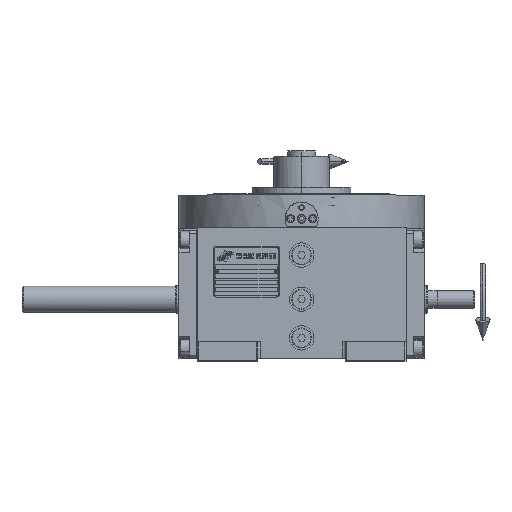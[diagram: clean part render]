
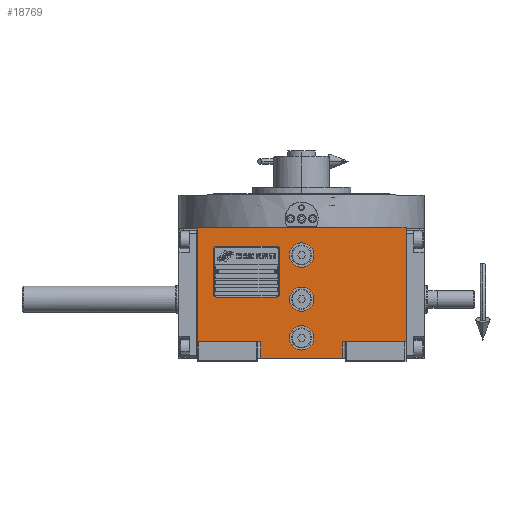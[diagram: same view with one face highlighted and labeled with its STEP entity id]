
A CAD part, top view. The second image highlights one B-rep face of the part: STEP entity #18769.
In plain terms, the highlighted planar face has unit normal (0, 0, 1).
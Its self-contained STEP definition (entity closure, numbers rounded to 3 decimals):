
#41 = EDGE_CURVE ( 'NONE', #52966, #26458, #15603, .T. ) ;
#1309 = EDGE_CURVE ( 'NONE', #57205, #42665, #21649, .T. ) ;
#3275 = DIRECTION ( 'NONE',  ( 0., 1., 0. ) ) ;
#3431 = VERTEX_POINT ( 'NONE', #40726 ) ;
#3479 = ORIENTED_EDGE ( 'NONE', *, *, #25401, .F. ) ;
#4618 = DIRECTION ( 'NONE',  ( 0., 0., 1. ) ) ;
#4863 = CARTESIAN_POINT ( 'NONE',  ( -37., -53.5, 163.5 ) ) ;
#4872 = DIRECTION ( 'NONE',  ( 1., 0., 0. ) ) ;
#5013 = CARTESIAN_POINT ( 'NONE',  ( 37., -53.5, 163.5 ) ) ;
#5258 = AXIS2_PLACEMENT_3D ( 'NONE', #49643, #55689, #17481 ) ;
#6422 = CARTESIAN_POINT ( 'NONE',  ( -11., -35., 163.5 ) ) ;
#8448 = EDGE_CURVE ( 'NONE', #41476, #26041, #30308, .T. ) ;
#8677 = CIRCLE ( 'NONE', #5258, 11. ) ;
#8955 = EDGE_LOOP ( 'NONE', ( #27210, #64766, #61774, #40992, #66280, #3479, #22068, #12103 ) ) ;
#9426 = DIRECTION ( 'NONE',  ( 1., 0., 0. ) ) ;
#9871 = LINE ( 'NONE', #48847, #49838 ) ;
#10178 = CARTESIAN_POINT ( 'NONE',  ( -94.5, -38.5, 163.5 ) ) ;
#10719 = EDGE_CURVE ( 'NONE', #21176, #47028, #8677, .T. ) ;
#10757 = ORIENTED_EDGE ( 'NONE', *, *, #19286, .F. ) ;
#11151 = LINE ( 'NONE', #58653, #40160 ) ;
#11155 = CARTESIAN_POINT ( 'NONE',  ( -94.5, -53.5, 163.5 ) ) ;
#11263 = CARTESIAN_POINT ( 'NONE',  ( 0., -35., 163.5 ) ) ;
#12103 = ORIENTED_EDGE ( 'NONE', *, *, #41, .F. ) ;
#12846 = LINE ( 'NONE', #22486, #34458 ) ;
#14116 = EDGE_CURVE ( 'NONE', #55665, #3431, #34287, .T. ) ;
#14914 = DIRECTION ( 'NONE',  ( 1., 0., 0. ) ) ;
#15108 = AXIS2_PLACEMENT_3D ( 'NONE', #38203, #4618, #59982 ) ;
#15603 = LINE ( 'NONE', #4863, #21298 ) ;
#17481 = DIRECTION ( 'NONE',  ( 1., 0., 0. ) ) ;
#18185 = DIRECTION ( 'NONE',  ( 1., 0., 0. ) ) ;
#18309 = AXIS2_PLACEMENT_3D ( 'NONE', #11263, #44116, #48775 ) ;
#18769 = ADVANCED_FACE ( 'NONE', ( #25814, #31878, #47614, #69354 ), #37945, .T. ) ;
#19286 = EDGE_CURVE ( 'NONE', #47028, #21176, #36761, .T. ) ;
#19725 = CARTESIAN_POINT ( 'NONE',  ( 11., 0., 163.5 ) ) ;
#20455 = CARTESIAN_POINT ( 'NONE',  ( -37., -53.5, 163.5 ) ) ;
#21176 = VERTEX_POINT ( 'NONE', #63754 ) ;
#21298 = VECTOR ( 'NONE', #26677, 1000. ) ;
#21649 = LINE ( 'NONE', #43101, #37610 ) ;
#21916 = EDGE_LOOP ( 'NONE', ( #32238, #68830 ) ) ;
#22068 = ORIENTED_EDGE ( 'NONE', *, *, #58929, .T. ) ;
#22285 = EDGE_CURVE ( 'NONE', #3431, #55665, #40556, .T. ) ;
#22486 = CARTESIAN_POINT ( 'NONE',  ( -37., -53.5, 163.5 ) ) ;
#22564 = EDGE_CURVE ( 'NONE', #26041, #41476, #46241, .T. ) ;
#22566 = DIRECTION ( 'NONE',  ( 1., 0., 0. ) ) ;
#23808 = CARTESIAN_POINT ( 'NONE',  ( 94.5, -38.5, 163.5 ) ) ;
#24060 = CARTESIAN_POINT ( 'NONE',  ( 0., 0., 163.5 ) ) ;
#24728 = LINE ( 'NONE', #69337, #30461 ) ;
#25372 = ORIENTED_EDGE ( 'NONE', *, *, #10719, .F. ) ;
#25401 = EDGE_CURVE ( 'NONE', #51368, #57205, #28812, .T. ) ;
#25727 = AXIS2_PLACEMENT_3D ( 'NONE', #58821, #31336, #27400 ) ;
#25814 = FACE_BOUND ( 'NONE', #21916, .T. ) ;
#26041 = VERTEX_POINT ( 'NONE', #19725 ) ;
#26051 = EDGE_CURVE ( 'NONE', #53540, #42665, #24728, .T. ) ;
#26458 = VERTEX_POINT ( 'NONE', #67426 ) ;
#26677 = DIRECTION ( 'NONE',  ( 0., 1., 0. ) ) ;
#26924 = AXIS2_PLACEMENT_3D ( 'NONE', #24060, #35135, #56893 ) ;
#27210 = ORIENTED_EDGE ( 'NONE', *, *, #33390, .T. ) ;
#27323 = EDGE_CURVE ( 'NONE', #49866, #53540, #47415, .T. ) ;
#27400 = DIRECTION ( 'NONE',  ( 1., 0., 0. ) ) ;
#28719 = CARTESIAN_POINT ( 'NONE',  ( 94.5, 64.5, 163.5 ) ) ;
#28812 = LINE ( 'NONE', #56283, #56664 ) ;
#30308 = CIRCLE ( 'NONE', #26924, 11. ) ;
#30461 = VECTOR ( 'NONE', #3275, 1000. ) ;
#31336 = DIRECTION ( 'NONE',  ( 0., 0., 1. ) ) ;
#31875 = DIRECTION ( 'NONE',  ( 0., -1., 0. ) ) ;
#31878 = FACE_BOUND ( 'NONE', #32144, .T. ) ;
#32144 = EDGE_LOOP ( 'NONE', ( #64216, #69119 ) ) ;
#32238 = ORIENTED_EDGE ( 'NONE', *, *, #22564, .F. ) ;
#33390 = EDGE_CURVE ( 'NONE', #52966, #57953, #12846, .T. ) ;
#34287 = CIRCLE ( 'NONE', #18309, 11. ) ;
#34458 = VECTOR ( 'NONE', #18185, 1000. ) ;
#35135 = DIRECTION ( 'NONE',  ( 0., 0., 1. ) ) ;
#36761 = CIRCLE ( 'NONE', #15108, 11. ) ;
#37610 = VECTOR ( 'NONE', #4872, 1000. ) ;
#37627 = CARTESIAN_POINT ( 'NONE',  ( 0., 0., 163.5 ) ) ;
#37769 = DIRECTION ( 'NONE',  ( 1., 0., 0. ) ) ;
#37945 = PLANE ( 'NONE',  #55138 ) ;
#38203 = CARTESIAN_POINT ( 'NONE',  ( 0., 40., 163.5 ) ) ;
#40160 = VECTOR ( 'NONE', #31875, 1000. ) ;
#40556 = CIRCLE ( 'NONE', #25727, 11. ) ;
#40726 = CARTESIAN_POINT ( 'NONE',  ( 11., -35., 163.5 ) ) ;
#40992 = ORIENTED_EDGE ( 'NONE', *, *, #26051, .T. ) ;
#41476 = VERTEX_POINT ( 'NONE', #45478 ) ;
#42665 = VERTEX_POINT ( 'NONE', #28719 ) ;
#43101 = CARTESIAN_POINT ( 'NONE',  ( -94.5, 64.5, 163.5 ) ) ;
#44005 = DIRECTION ( 'NONE',  ( 0., 0., 1. ) ) ;
#44116 = DIRECTION ( 'NONE',  ( 0., 0., 1. ) ) ;
#45478 = CARTESIAN_POINT ( 'NONE',  ( -11., 0., 163.5 ) ) ;
#46241 = CIRCLE ( 'NONE', #48538, 11. ) ;
#47028 = VERTEX_POINT ( 'NONE', #66534 ) ;
#47415 = LINE ( 'NONE', #63806, #65993 ) ;
#47614 = FACE_BOUND ( 'NONE', #61024, .T. ) ;
#48538 = AXIS2_PLACEMENT_3D ( 'NONE', #37627, #69763, #9426 ) ;
#48775 = DIRECTION ( 'NONE',  ( -1., 0., 0. ) ) ;
#48847 = CARTESIAN_POINT ( 'NONE',  ( -94.5, -38.5, 163.5 ) ) ;
#49643 = CARTESIAN_POINT ( 'NONE',  ( 0., 40., 163.5 ) ) ;
#49838 = VECTOR ( 'NONE', #37769, 1000. ) ;
#49866 = VERTEX_POINT ( 'NONE', #52329 ) ;
#50282 = EDGE_CURVE ( 'NONE', #49866, #57953, #11151, .T. ) ;
#51368 = VERTEX_POINT ( 'NONE', #10178 ) ;
#52329 = CARTESIAN_POINT ( 'NONE',  ( 37., -38.5, 163.5 ) ) ;
#52966 = VERTEX_POINT ( 'NONE', #20455 ) ;
#53540 = VERTEX_POINT ( 'NONE', #23808 ) ;
#55138 = AXIS2_PLACEMENT_3D ( 'NONE', #11155, #44005, #22566 ) ;
#55665 = VERTEX_POINT ( 'NONE', #6422 ) ;
#55689 = DIRECTION ( 'NONE',  ( 0., 0., 1. ) ) ;
#56283 = CARTESIAN_POINT ( 'NONE',  ( -94.5, -38.5, 163.5 ) ) ;
#56664 = VECTOR ( 'NONE', #61980, 1000. ) ;
#56893 = DIRECTION ( 'NONE',  ( -1., 0., 0. ) ) ;
#57205 = VERTEX_POINT ( 'NONE', #64569 ) ;
#57953 = VERTEX_POINT ( 'NONE', #5013 ) ;
#58653 = CARTESIAN_POINT ( 'NONE',  ( 37., -38.5, 163.5 ) ) ;
#58821 = CARTESIAN_POINT ( 'NONE',  ( 0., -35., 163.5 ) ) ;
#58929 = EDGE_CURVE ( 'NONE', #51368, #26458, #9871, .T. ) ;
#59982 = DIRECTION ( 'NONE',  ( -1., 0., 0. ) ) ;
#61024 = EDGE_LOOP ( 'NONE', ( #25372, #10757 ) ) ;
#61774 = ORIENTED_EDGE ( 'NONE', *, *, #27323, .T. ) ;
#61980 = DIRECTION ( 'NONE',  ( 0., 1., 0. ) ) ;
#63754 = CARTESIAN_POINT ( 'NONE',  ( 11., 40., 163.5 ) ) ;
#63806 = CARTESIAN_POINT ( 'NONE',  ( 37., -38.5, 163.5 ) ) ;
#64216 = ORIENTED_EDGE ( 'NONE', *, *, #22285, .F. ) ;
#64569 = CARTESIAN_POINT ( 'NONE',  ( -94.5, 64.5, 163.5 ) ) ;
#64766 = ORIENTED_EDGE ( 'NONE', *, *, #50282, .F. ) ;
#65993 = VECTOR ( 'NONE', #14914, 1000. ) ;
#66280 = ORIENTED_EDGE ( 'NONE', *, *, #1309, .F. ) ;
#66534 = CARTESIAN_POINT ( 'NONE',  ( -11., 40., 163.5 ) ) ;
#67426 = CARTESIAN_POINT ( 'NONE',  ( -37., -38.5, 163.5 ) ) ;
#68830 = ORIENTED_EDGE ( 'NONE', *, *, #8448, .F. ) ;
#69119 = ORIENTED_EDGE ( 'NONE', *, *, #14116, .F. ) ;
#69337 = CARTESIAN_POINT ( 'NONE',  ( 94.5, -38.5, 163.5 ) ) ;
#69354 = FACE_OUTER_BOUND ( 'NONE', #8955, .T. ) ;
#69763 = DIRECTION ( 'NONE',  ( 0., 0., 1. ) ) ;
